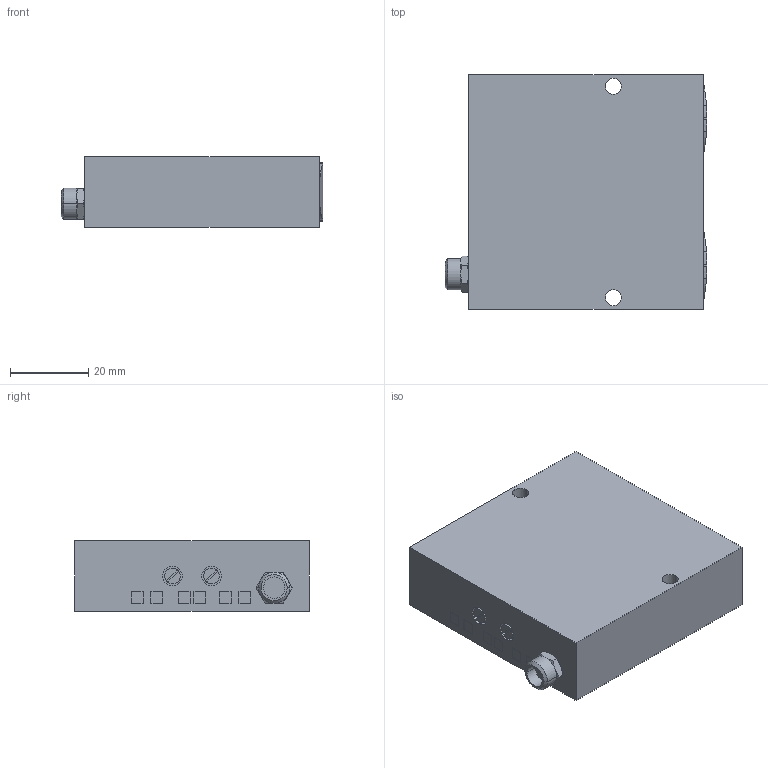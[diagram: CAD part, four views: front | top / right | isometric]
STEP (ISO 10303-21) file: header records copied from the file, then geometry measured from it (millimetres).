
FILE_DESCRIPTION(('STEP AP242'),'1');
FILE_NAME('sensor_xuyps2co945s.stp','2021-05-21T19:14:24',('TraceParts'),('TraceParts S.A.'),'Spatial InterOp 3D',' ',' ');
FILE_SCHEMA(('AP242_MANAGED_MODEL_BASED_3D_ENGINEERING_MIM_LF {1 0 10303 442 1 1 4}'));
Length unit declared in the file: millimetre
Products named in the file (1): sensor_xuyps2co945s
Bounding box: 66.9 x 60 x 18 mm (x, y, z)
Volume: 64844.8 mm3; surface area: 12292.1 mm2
Topology: 1 solids, 1 shells, 116 faces, 280 edges, 180 vertices
Faces by surface type: plane 62, cylinder 36, cone 18
Entity records: 4644 total; most frequent: CARTESIAN_POINT 1009, ORIENTED_EDGE 560, DIRECTION 554, EDGE_CURVE 280, AXIS2_PLACEMENT_3D 197, VERTEX_POINT 180, LINE 160, VECTOR 160
